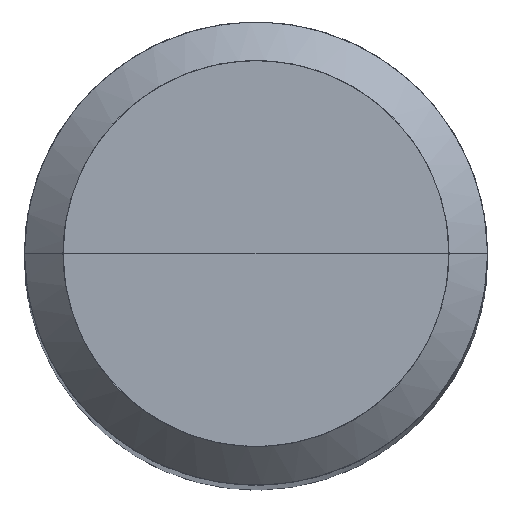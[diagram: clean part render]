
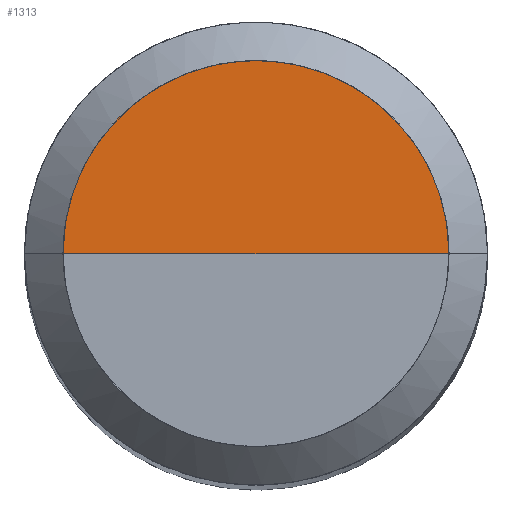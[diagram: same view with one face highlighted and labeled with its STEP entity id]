
A CAD part, top view. The second image highlights one B-rep face of the part: STEP entity #1313.
In plain terms, the highlighted free-form (B-spline) face has degree [1, 2] with [2, 5] control points.
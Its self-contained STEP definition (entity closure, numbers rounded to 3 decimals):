
#1048=CARTESIAN_POINT('',(2.5,0.0,36.0));
#1049=CARTESIAN_POINT('',(2.5,2.5,36.0));
#1050=CARTESIAN_POINT('',(0.0,2.5,36.0));
#1051=CARTESIAN_POINT('',(-2.5,2.5,36.0));
#1052=CARTESIAN_POINT('',(-2.5,0.0,36.0));
#1053=CARTESIAN_POINT('',(0.0,0.0,36.0));
#1298=(
BOUNDED_SURFACE()
B_SPLINE_SURFACE(1,2,(
(#1048,#1049,#1050,#1051,#1052),
(#1053,#1053,#1053,#1053,#1053)
), .UNSPECIFIED.,.F.,.F.,.F.)
B_SPLINE_SURFACE_WITH_KNOTS((2,2),(3,2,3),(
0.0,1.0),(
0.0,0.5,1.0), .UNSPECIFIED.)
GEOMETRIC_REPRESENTATION_ITEM()
RATIONAL_B_SPLINE_SURFACE(((1.0,0.707,1.0,0.707,1.0),
(1.0,0.707,1.0,0.707,1.0)
))
REPRESENTATION_ITEM('')
SURFACE()
);
#1299=(
BOUNDED_CURVE()
B_SPLINE_CURVE(2,(#1052,#1051,#1050,#1049,#1048),.UNSPECIFIED.,.F.,.F.)
B_SPLINE_CURVE_WITH_KNOTS((3,2,3),
(0.0,0.5,1.0),.UNSPECIFIED.)
CURVE()
GEOMETRIC_REPRESENTATION_ITEM()
RATIONAL_B_SPLINE_CURVE((1.0,0.707,1.0,0.707,1.0))
REPRESENTATION_ITEM('')
);
#1300=(
BOUNDED_CURVE()
B_SPLINE_CURVE(1,(#1048,#1053),.UNSPECIFIED.,.F.,.F.)
B_SPLINE_CURVE_WITH_KNOTS((2,2),
(0.0,1.0),.UNSPECIFIED.)
CURVE()
GEOMETRIC_REPRESENTATION_ITEM()
RATIONAL_B_SPLINE_CURVE((1.0,1.0))
REPRESENTATION_ITEM('')
);
#1301=(
BOUNDED_CURVE()
B_SPLINE_CURVE(1,(#1053,#1052),.UNSPECIFIED.,.F.,.F.)
B_SPLINE_CURVE_WITH_KNOTS((2,2),
(0.0,1.0),.UNSPECIFIED.)
CURVE()
GEOMETRIC_REPRESENTATION_ITEM()
RATIONAL_B_SPLINE_CURVE((1.0,1.0))
REPRESENTATION_ITEM('')
);
#1302=VERTEX_POINT('',#1048);
#1303=VERTEX_POINT('',#1052);
#1304=VERTEX_POINT('',#1053);
#1305=EDGE_CURVE('',#1303,#1302,#1299,.T.);
#1306=EDGE_CURVE('',#1302,#1304,#1300,.T.);
#1307=EDGE_CURVE('',#1304,#1303,#1301,.T.);
#1308=ORIENTED_EDGE('',*,*,#1305,.T.);
#1309=ORIENTED_EDGE('',*,*,#1306,.T.);
#1310=ORIENTED_EDGE('',*,*,#1307,.T.);
#1311=EDGE_LOOP('',(#1308,#1309,#1310));
#1312=FACE_OUTER_BOUND('',#1311,.T.);
#1313=ADVANCED_FACE('',(#1312),#1298,.T.);
